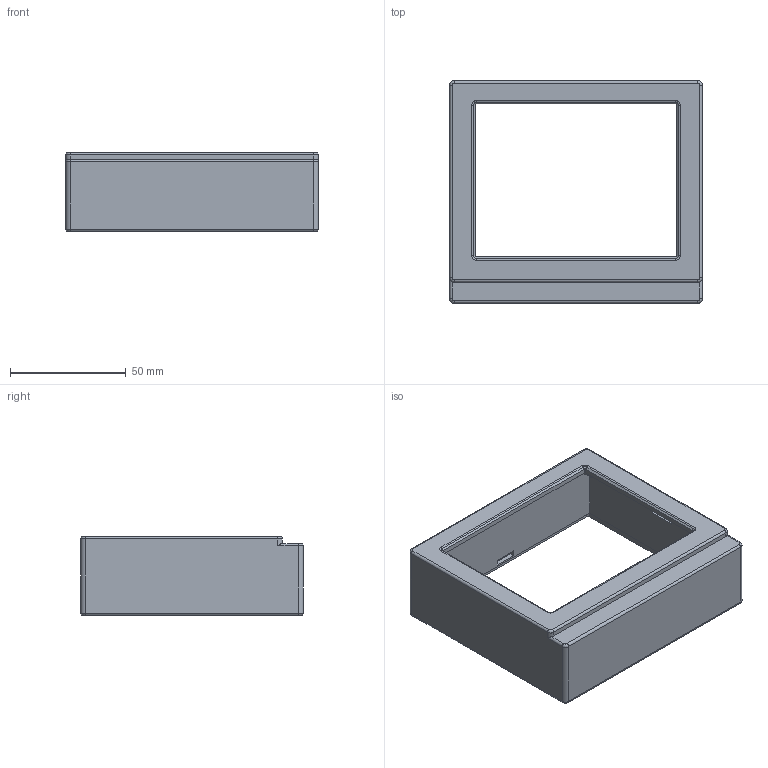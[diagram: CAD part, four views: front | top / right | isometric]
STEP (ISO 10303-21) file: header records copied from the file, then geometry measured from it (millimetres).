
FILE_DESCRIPTION (( 'STEP AP203' ), '1' );
FILE_NAME ('CASE.STEP', '2020-04-06T16:11:50', ( '' ), ( '' ), 'SwSTEP 2.0', 'SolidWorks 2016', '' );
FILE_SCHEMA (( 'CONFIG_CONTROL_DESIGN' ));
Length unit declared in the file: millimetre
Products named in the file (1): CASE
Bounding box: 109 x 96 x 34 mm (x, y, z)
Volume: 58488.6 mm3; surface area: 35399.4 mm2
Topology: 1 solids, 1 shells, 138 faces, 343 edges, 214 vertices
Faces by surface type: plane 71, cylinder 45, torus 18, cone 4
Entity records: 4164 total; most frequent: DIRECTION 729, CARTESIAN_POINT 714, ORIENTED_EDGE 686, EDGE_CURVE 343, AXIS2_PLACEMENT_3D 249, LINE 231, VECTOR 231, VERTEX_POINT 214
